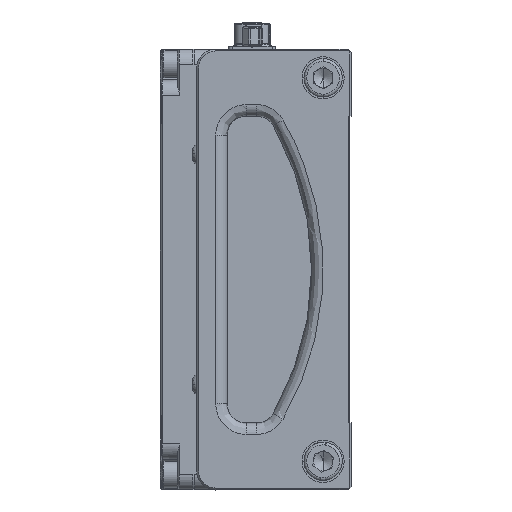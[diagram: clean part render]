
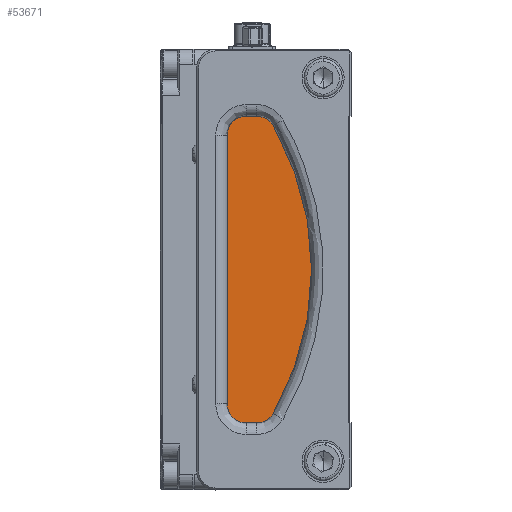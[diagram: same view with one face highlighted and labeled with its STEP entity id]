
A CAD part, left-side view. The second image highlights one B-rep face of the part: STEP entity #53671.
In plain terms, the highlighted planar face has unit normal (-1, 0, 0).
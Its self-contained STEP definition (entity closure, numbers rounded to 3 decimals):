
#627 = EDGE_CURVE ( 'NONE', #42997, #28675, #33856, .T. ) ;
#1312 = CARTESIAN_POINT ( 'NONE',  ( -116.574, 27., -97.5 ) ) ;
#1497 = DIRECTION ( 'NONE',  ( 0., 0., 1. ) ) ;
#2228 = CIRCLE ( 'NONE', #15271, 5. ) ;
#2838 = CARTESIAN_POINT ( 'NONE',  ( -116.574, 27., -92.5 ) ) ;
#3467 = CARTESIAN_POINT ( 'NONE',  ( -116.574, 24.378, -17.5 ) ) ;
#7467 = CARTESIAN_POINT ( 'NONE',  ( -116.574, 27., -22.5 ) ) ;
#8277 = CARTESIAN_POINT ( 'NONE',  ( -116.574, 27., -17.5 ) ) ;
#9247 = DIRECTION ( 'NONE',  ( -1., 0., 0. ) ) ;
#10339 = DIRECTION ( 'NONE',  ( 0., 0., 1. ) ) ;
#10678 = CIRCLE ( 'NONE', #20478, 5. ) ;
#10825 = AXIS2_PLACEMENT_3D ( 'NONE', #21103, #42525, #52078 ) ;
#12113 = EDGE_LOOP ( 'NONE', ( #19773, #26859, #29011, #31670, #26459, #52500, #49511, #61817 ) ) ;
#12459 = CIRCLE ( 'NONE', #32039, 5. ) ;
#15271 = AXIS2_PLACEMENT_3D ( 'NONE', #2838, #49502, #1497 ) ;
#15781 = CARTESIAN_POINT ( 'NONE',  ( -116.574, 24.378, -22.5 ) ) ;
#18223 = EDGE_CURVE ( 'NONE', #28675, #53170, #12459, .T. ) ;
#19151 = FACE_OUTER_BOUND ( 'NONE', #12113, .T. ) ;
#19207 = CARTESIAN_POINT ( 'NONE',  ( -116.574, 24.378, -17.5 ) ) ;
#19773 = ORIENTED_EDGE ( 'NONE', *, *, #35476, .T. ) ;
#19807 = CARTESIAN_POINT ( 'NONE',  ( -116.574, 24.378, -92.5 ) ) ;
#20083 = DIRECTION ( 'NONE',  ( -1., 0., 0. ) ) ;
#20100 = DIRECTION ( 'NONE',  ( 0., 0., -1. ) ) ;
#20478 = AXIS2_PLACEMENT_3D ( 'NONE', #25171, #20083, #56853 ) ;
#21103 = CARTESIAN_POINT ( 'NONE',  ( -116.574, 85., -57.5 ) ) ;
#25171 = CARTESIAN_POINT ( 'NONE',  ( -116.574, 24.378, -92.5 ) ) ;
#25850 = CARTESIAN_POINT ( 'NONE',  ( -116.574, 32., -92.5 ) ) ;
#26459 = ORIENTED_EDGE ( 'NONE', *, *, #41879, .T. ) ;
#26859 = ORIENTED_EDGE ( 'NONE', *, *, #60716, .T. ) ;
#27554 = AXIS2_PLACEMENT_3D ( 'NONE', #15781, #57003, #10339 ) ;
#28675 = VERTEX_POINT ( 'NONE', #8277 ) ;
#28828 = DIRECTION ( 'NONE',  ( 0., -1., 0. ) ) ;
#29011 = ORIENTED_EDGE ( 'NONE', *, *, #54712, .T. ) ;
#29408 = DIRECTION ( 'NONE',  ( 0., 1., 0. ) ) ;
#30436 = CARTESIAN_POINT ( 'NONE',  ( -116.574, 32., -22.5 ) ) ;
#31670 = ORIENTED_EDGE ( 'NONE', *, *, #62219, .T. ) ;
#31751 = VERTEX_POINT ( 'NONE', #62556 ) ;
#32039 = AXIS2_PLACEMENT_3D ( 'NONE', #7467, #49369, #65383 ) ;
#32284 = VERTEX_POINT ( 'NONE', #1312 ) ;
#33454 = VECTOR ( 'NONE', #28828, 1000. ) ;
#33856 = LINE ( 'NONE', #19207, #48074 ) ;
#35476 = EDGE_CURVE ( 'NONE', #50743, #32284, #2228, .T. ) ;
#41369 = CARTESIAN_POINT ( 'NONE',  ( -116.574, 20.048, -95. ) ) ;
#41879 = EDGE_CURVE ( 'NONE', #47482, #42997, #46033, .T. ) ;
#42525 = DIRECTION ( 'NONE',  ( -1., 0., 0. ) ) ;
#42997 = VERTEX_POINT ( 'NONE', #3467 ) ;
#43825 = CARTESIAN_POINT ( 'NONE',  ( -116.574, 24.378, -97.5 ) ) ;
#44353 = EDGE_CURVE ( 'NONE', #53170, #50743, #66762, .T. ) ;
#46029 = PLANE ( 'NONE',  #48677 ) ;
#46033 = CIRCLE ( 'NONE', #27554, 5. ) ;
#47482 = VERTEX_POINT ( 'NONE', #56241 ) ;
#48074 = VECTOR ( 'NONE', #29408, 1000. ) ;
#48677 = AXIS2_PLACEMENT_3D ( 'NONE', #19807, #9247, #66822 ) ;
#48908 = LINE ( 'NONE', #43825, #33454 ) ;
#49369 = DIRECTION ( 'NONE',  ( -1., 0., 0. ) ) ;
#49502 = DIRECTION ( 'NONE',  ( -1., 0., 0. ) ) ;
#49511 = ORIENTED_EDGE ( 'NONE', *, *, #18223, .T. ) ;
#50304 = CARTESIAN_POINT ( 'NONE',  ( -116.574, 32., -92.5 ) ) ;
#50743 = VERTEX_POINT ( 'NONE', #50304 ) ;
#52078 = DIRECTION ( 'NONE',  ( 0., 0., 1. ) ) ;
#52500 = ORIENTED_EDGE ( 'NONE', *, *, #627, .T. ) ;
#53170 = VERTEX_POINT ( 'NONE', #30436 ) ;
#53671 = ADVANCED_FACE ( 'NONE', ( #19151 ), #46029, .T. ) ;
#54712 = EDGE_CURVE ( 'NONE', #31751, #63900, #10678, .T. ) ;
#56241 = CARTESIAN_POINT ( 'NONE',  ( -116.574, 20.048, -20. ) ) ;
#56853 = DIRECTION ( 'NONE',  ( 0., 0., 1. ) ) ;
#57003 = DIRECTION ( 'NONE',  ( -1., 0., 0. ) ) ;
#60716 = EDGE_CURVE ( 'NONE', #32284, #31751, #48908, .T. ) ;
#60868 = CIRCLE ( 'NONE', #10825, 75. ) ;
#61817 = ORIENTED_EDGE ( 'NONE', *, *, #44353, .T. ) ;
#62219 = EDGE_CURVE ( 'NONE', #63900, #47482, #60868, .T. ) ;
#62556 = CARTESIAN_POINT ( 'NONE',  ( -116.574, 24.378, -97.5 ) ) ;
#63900 = VERTEX_POINT ( 'NONE', #41369 ) ;
#65383 = DIRECTION ( 'NONE',  ( 0., 0., 1. ) ) ;
#66762 = LINE ( 'NONE', #25850, #66847 ) ;
#66822 = DIRECTION ( 'NONE',  ( 0., 0., 1. ) ) ;
#66847 = VECTOR ( 'NONE', #20100, 1000. ) ;
